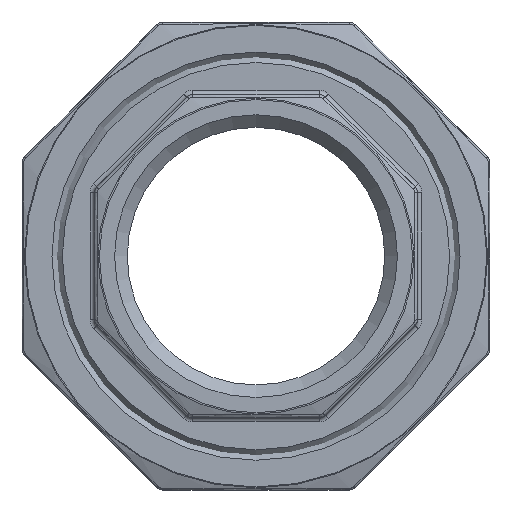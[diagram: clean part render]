
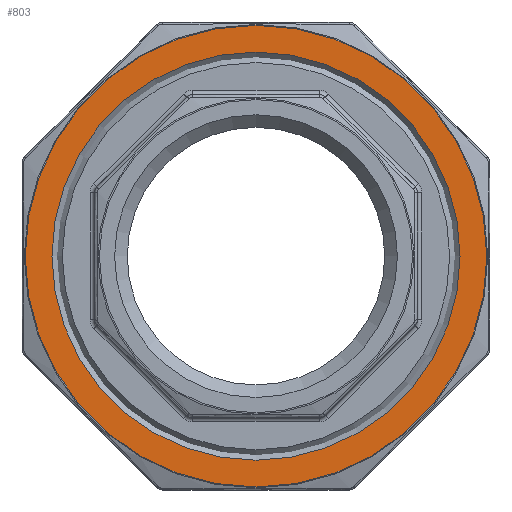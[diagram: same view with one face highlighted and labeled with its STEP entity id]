
A CAD part, left-side view. The second image highlights one B-rep face of the part: STEP entity #803.
In plain terms, the highlighted planar face has unit normal (-1, 0, 0).
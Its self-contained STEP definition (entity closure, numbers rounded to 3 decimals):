
#803 = ADVANCED_FACE ( 'NONE', ( #11155, #6587 ), #14286, .T. ) ;
#804 = DIRECTION ( 'NONE',  ( 0., 0., 1. ) ) ;
#820 = AXIS2_PLACEMENT_3D ( 'NONE', #12985, #18820, #804 ) ;
#2064 = CARTESIAN_POINT ( 'NONE',  ( -20., 0., -24. ) ) ;
#2945 = EDGE_LOOP ( 'NONE', ( #4954 ) ) ;
#3056 = CARTESIAN_POINT ( 'NONE',  ( -20., 0., 27.147 ) ) ;
#4954 = ORIENTED_EDGE ( 'NONE', *, *, #19517, .T. ) ;
#5146 = EDGE_LOOP ( 'NONE', ( #17869 ) ) ;
#6488 = CARTESIAN_POINT ( 'NONE',  ( -20., 37.92, 0. ) ) ;
#6587 = FACE_BOUND ( 'NONE', #2945, .T. ) ;
#6733 = VERTEX_POINT ( 'NONE', #2064 ) ;
#6775 = AXIS2_PLACEMENT_3D ( 'NONE', #6488, #14089, #14191 ) ;
#8011 = DIRECTION ( 'NONE',  ( 1., 0., 0. ) ) ;
#8103 = CIRCLE ( 'NONE', #16108, 24. ) ;
#9406 = DIRECTION ( 'NONE',  ( 0., 0., -1. ) ) ;
#9449 = CIRCLE ( 'NONE', #820, 27.147 ) ;
#11155 = FACE_OUTER_BOUND ( 'NONE', #5146, .T. ) ;
#11417 = EDGE_CURVE ( 'NONE', #13545, #13545, #9449, .T. ) ;
#12985 = CARTESIAN_POINT ( 'NONE',  ( -20., 0., 0. ) ) ;
#13545 = VERTEX_POINT ( 'NONE', #3056 ) ;
#14089 = DIRECTION ( 'NONE',  ( -1., 0., 0. ) ) ;
#14191 = DIRECTION ( 'NONE',  ( 0., 0., 1. ) ) ;
#14213 = CARTESIAN_POINT ( 'NONE',  ( -20., 0., 0. ) ) ;
#14286 = PLANE ( 'NONE',  #6775 ) ;
#16108 = AXIS2_PLACEMENT_3D ( 'NONE', #14213, #8011, #9406 ) ;
#17869 = ORIENTED_EDGE ( 'NONE', *, *, #11417, .T. ) ;
#18820 = DIRECTION ( 'NONE',  ( -1., 0., 0. ) ) ;
#19517 = EDGE_CURVE ( 'NONE', #6733, #6733, #8103, .T. ) ;
